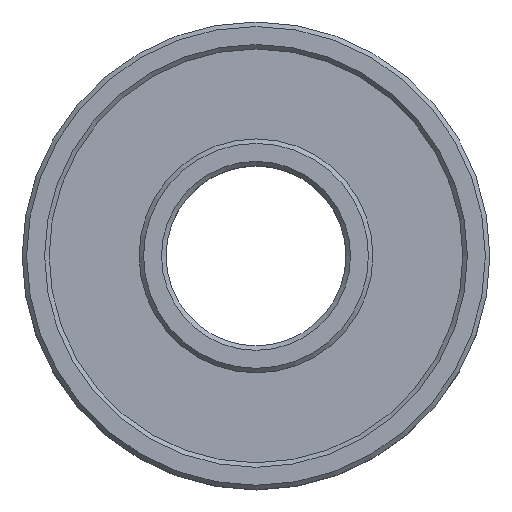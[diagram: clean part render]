
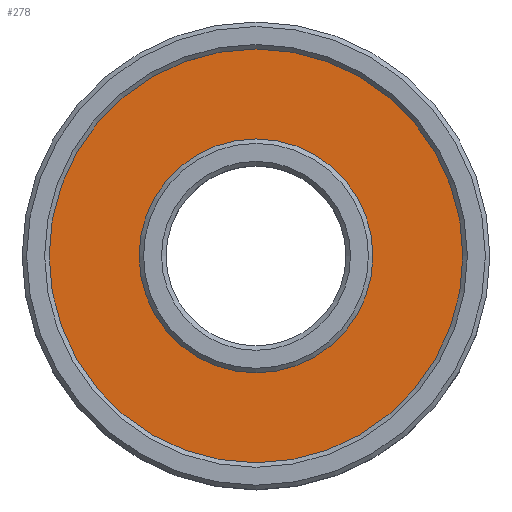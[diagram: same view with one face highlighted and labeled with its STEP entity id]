
A CAD part, top view. The second image highlights one B-rep face of the part: STEP entity #278.
In plain terms, the highlighted planar face has unit normal (0, 0, 1).
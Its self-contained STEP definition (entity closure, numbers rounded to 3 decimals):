
#28=FACE_BOUND('',#80,.T.);
#34=PLANE('',#332);
#54=FACE_OUTER_BOUND('',#79,.T.);
#79=EDGE_LOOP('',(#249));
#80=EDGE_LOOP('',(#250));
#124=CIRCLE('',#322,3.25);
#128=CIRCLE('',#329,5.75);
#144=VERTEX_POINT('',#484);
#148=VERTEX_POINT('',#497);
#175=EDGE_CURVE('',#144,#144,#124,.T.);
#181=EDGE_CURVE('',#148,#148,#128,.T.);
#249=ORIENTED_EDGE('',*,*,#181,.T.);
#250=ORIENTED_EDGE('',*,*,#175,.T.);
#278=ADVANCED_FACE('',(#54,#28),#34,.T.);
#322=AXIS2_PLACEMENT_3D('',#486,#404,#405);
#329=AXIS2_PLACEMENT_3D('',#499,#420,#421);
#332=AXIS2_PLACEMENT_3D('',#503,#427,#428);
#404=DIRECTION('center_axis',(0.,0.,-1.));
#405=DIRECTION('ref_axis',(1.,0.,0.));
#420=DIRECTION('center_axis',(0.,0.,1.));
#421=DIRECTION('ref_axis',(1.,0.,0.));
#427=DIRECTION('center_axis',(0.,0.,1.));
#428=DIRECTION('ref_axis',(1.,0.,0.));
#484=CARTESIAN_POINT('',(-3.25,0.,1.75));
#486=CARTESIAN_POINT('Origin',(0.,0.,1.75));
#497=CARTESIAN_POINT('',(-5.75,0.,1.75));
#499=CARTESIAN_POINT('Origin',(0.,0.,1.75));
#503=CARTESIAN_POINT('Origin',(0.,0.,1.75));
